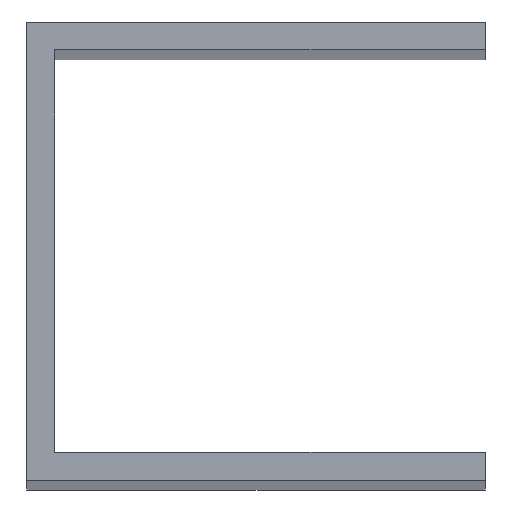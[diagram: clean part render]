
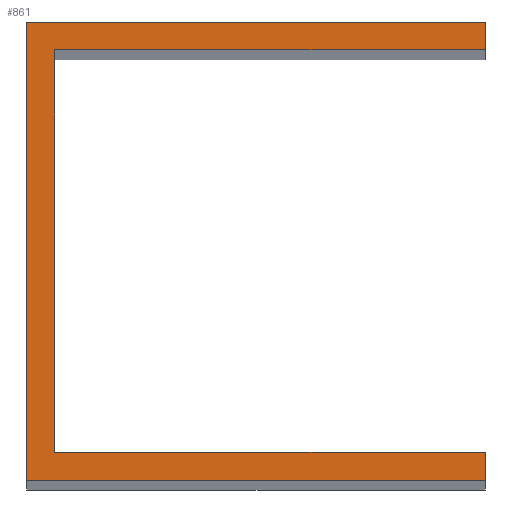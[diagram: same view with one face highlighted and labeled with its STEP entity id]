
A CAD part, top view. The second image highlights one B-rep face of the part: STEP entity #861.
In plain terms, the highlighted planar face has unit normal (0, 0, 1).
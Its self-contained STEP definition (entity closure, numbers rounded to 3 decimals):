
#119=FACE_OUTER_BOUND('',#177,.T.);
#177=EDGE_LOOP('',(#779,#780,#781,#782,#783,#784,#785,#786));
#245=LINE('',#1389,#333);
#248=LINE('',#1395,#336);
#251=LINE('',#1401,#339);
#254=LINE('',#1407,#342);
#257=LINE('',#1413,#345);
#260=LINE('',#1419,#348);
#263=LINE('',#1425,#351);
#266=LINE('',#1429,#354);
#333=VECTOR('',#1149,10.);
#336=VECTOR('',#1154,10.);
#339=VECTOR('',#1159,10.);
#342=VECTOR('',#1164,10.);
#345=VECTOR('',#1169,10.);
#348=VECTOR('',#1174,10.);
#351=VECTOR('',#1179,10.);
#354=VECTOR('',#1184,10.);
#421=VERTEX_POINT('',#1386);
#422=VERTEX_POINT('',#1388);
#424=VERTEX_POINT('',#1394);
#426=VERTEX_POINT('',#1400);
#428=VERTEX_POINT('',#1406);
#430=VERTEX_POINT('',#1412);
#432=VERTEX_POINT('',#1418);
#434=VERTEX_POINT('',#1424);
#533=EDGE_CURVE('',#422,#421,#245,.T.);
#536=EDGE_CURVE('',#424,#422,#248,.T.);
#539=EDGE_CURVE('',#426,#424,#251,.T.);
#542=EDGE_CURVE('',#428,#426,#254,.T.);
#545=EDGE_CURVE('',#430,#428,#257,.T.);
#548=EDGE_CURVE('',#432,#430,#260,.T.);
#551=EDGE_CURVE('',#434,#432,#263,.T.);
#554=EDGE_CURVE('',#421,#434,#266,.T.);
#779=ORIENTED_EDGE('',*,*,#554,.T.);
#780=ORIENTED_EDGE('',*,*,#551,.T.);
#781=ORIENTED_EDGE('',*,*,#548,.T.);
#782=ORIENTED_EDGE('',*,*,#545,.T.);
#783=ORIENTED_EDGE('',*,*,#542,.T.);
#784=ORIENTED_EDGE('',*,*,#539,.T.);
#785=ORIENTED_EDGE('',*,*,#536,.T.);
#786=ORIENTED_EDGE('',*,*,#533,.T.);
#819=PLANE('',#949);
#861=ADVANCED_FACE('',(#119),#819,.T.);
#949=AXIS2_PLACEMENT_3D('',#1430,#1185,#1186);
#1149=DIRECTION('',(0.,1.,0.));
#1154=DIRECTION('',(-1.,0.,0.));
#1159=DIRECTION('',(0.,1.,0.));
#1164=DIRECTION('',(1.,0.,0.));
#1169=DIRECTION('',(0.,-1.,0.));
#1174=DIRECTION('',(-1.,0.,0.));
#1179=DIRECTION('',(0.,1.,0.));
#1184=DIRECTION('',(1.,0.,0.));
#1185=DIRECTION('center_axis',(0.,0.,1.));
#1186=DIRECTION('ref_axis',(1.,0.,0.));
#1386=CARTESIAN_POINT('',(-18.,18.,500.));
#1388=CARTESIAN_POINT('',(-18.,-18.,500.));
#1389=CARTESIAN_POINT('',(-18.,18.,500.));
#1394=CARTESIAN_POINT('',(20.5,-18.,500.));
#1395=CARTESIAN_POINT('',(20.5,-18.,500.));
#1400=CARTESIAN_POINT('',(20.5,-20.5,500.));
#1401=CARTESIAN_POINT('',(20.5,-20.5,500.));
#1406=CARTESIAN_POINT('',(-20.5,-20.5,500.));
#1407=CARTESIAN_POINT('',(-20.5,-20.5,500.));
#1412=CARTESIAN_POINT('',(-20.5,20.5,500.));
#1413=CARTESIAN_POINT('',(-20.5,20.5,500.));
#1418=CARTESIAN_POINT('',(20.5,20.5,500.));
#1419=CARTESIAN_POINT('',(20.5,20.5,500.));
#1424=CARTESIAN_POINT('',(20.5,18.,500.));
#1425=CARTESIAN_POINT('',(20.5,-20.5,500.));
#1429=CARTESIAN_POINT('',(18.,18.,500.));
#1430=CARTESIAN_POINT('Origin',(0.,0.,500.));
